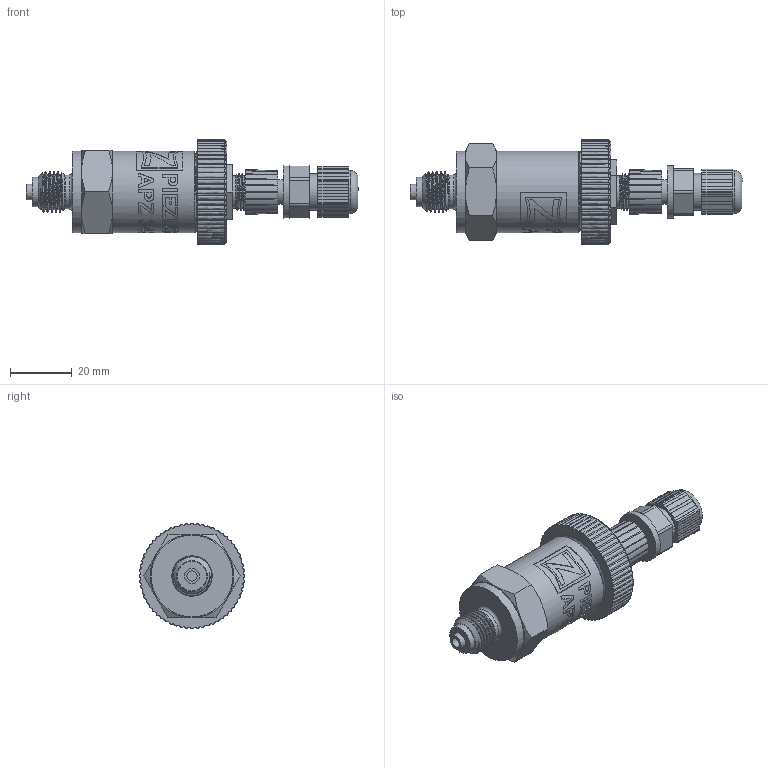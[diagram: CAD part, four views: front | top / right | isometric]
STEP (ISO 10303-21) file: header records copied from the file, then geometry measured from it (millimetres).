
FILE_DESCRIPTION(/* description */ (''),/* implementation_level */ '2;1');
FILE_NAME(/* name */ 'APZ3420_G1''4EN_M12x1-straight.step',/* time_stamp */ '2021-06-18T15:14:48+03:00',/* author */ (''),/* organization */ (''),/* preprocessor_version */ 'ST-DEVELOPER v18.1',/* originating_system */ 'Autodesk Translation Framework v10.9.0.1377',/* authorisation */ '');
FILE_SCHEMA (('AUTOMOTIVE_DESIGN { 1 0 10303 214 3 1 1 }'));
Products named in the file (6): APZ3420_; G 1/4 EN; OMAL nut M27x1.5; M12x1 male; Ш100.000.002; M12x1 female straight
Assembly tree (5 placements, depth 2):
  APZ3420_
    G 1/4 EN
    OMAL nut M27x1.5
    M12x1 male
    Ш100.000.002
    M12x1 female straight
Bounding box: 107.55 x 34 x 34 mm (x, y, z)
Volume: 40272.5 mm3; surface area: 17779.7 mm2
Topology: 16 solids, 16 shells, 921 faces, 2561 edges, 1715 vertices
Faces by surface type: bspline 467, plane 262, cylinder 138, cone 48, torus 6
Full cylindrical faces by diameter (mm): 1 x12, 1.5 x4, 3.3 x1, 5 x1, 7.3 x1, 8 x3, 8.2 x1, 9.5 x1, 10.293 x1, 10.6 x2, 10.741 x6, 11 x1, 11.445 x4, 11.884 x5, 12 x1, 14 x2, 14.137 x4, 14.526 x3, 15.85 x3, 16.203 x3, 17 x1, 21.4 x2, 22.3 x1, 22.4 x1, 24.5 x1, 25.132 x4, 25.526 x4, 26.5 x5, 27.208 x5
Entity records: 53312 total; most frequent: CARTESIAN_POINT 33254, ORIENTED_EDGE 5122, EDGE_CURVE 2561, DIRECTION 2484, VERTEX_POINT 1715, B_SPLINE_CURVE_WITH_KNOTS 1222, EDGE_LOOP 980, LINE 958
